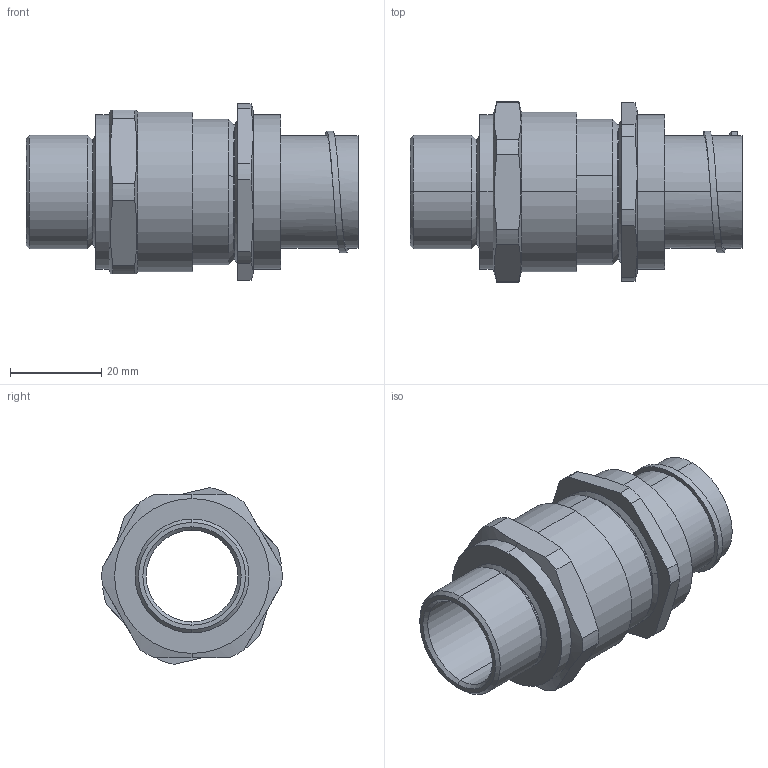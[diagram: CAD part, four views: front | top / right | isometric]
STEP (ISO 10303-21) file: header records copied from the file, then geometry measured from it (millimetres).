
FILE_DESCRIPTION (( 'STEP AP203' ), '1' );
FILE_NAME ('25A2FFC1RA0C120.STEP', '2017-09-22T12:01:16', ( '' ), ( '' ), 'SwSTEP 2.0', 'SolidWorks 2017', '' );
FILE_SCHEMA (( 'CONFIG_CONTROL_DESIGN' ));
Length unit declared in the file: millimetre
Products named in the file (1): 25A2FFC1RA0C120
Bounding box: 72.94 x 39.58 x 38.82 mm (x, y, z)
Surface area: 14850.7 mm2 (no closed solid volume)
Topology: 0 solids, 3 shells, 84 faces, 206 edges, 130 vertices
Faces by surface type: cylinder 35, cone 24, plane 22, bspline 3
Entity records: 2918 total; most frequent: CARTESIAN_POINT 876, DIRECTION 424, ORIENTED_EDGE 400, EDGE_CURVE 206, AXIS2_PLACEMENT_3D 172, VERTEX_POINT 130, EDGE_LOOP 92, CIRCLE 90
